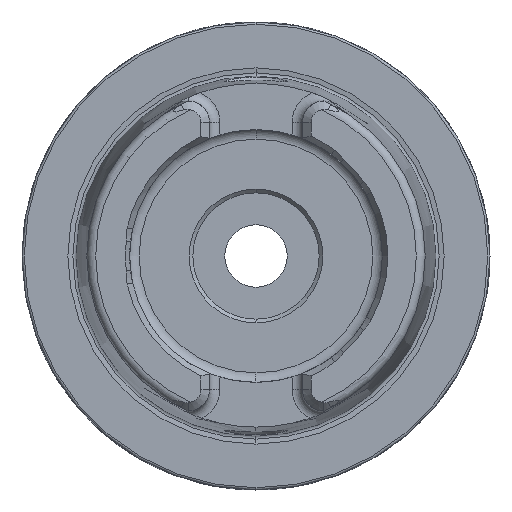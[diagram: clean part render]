
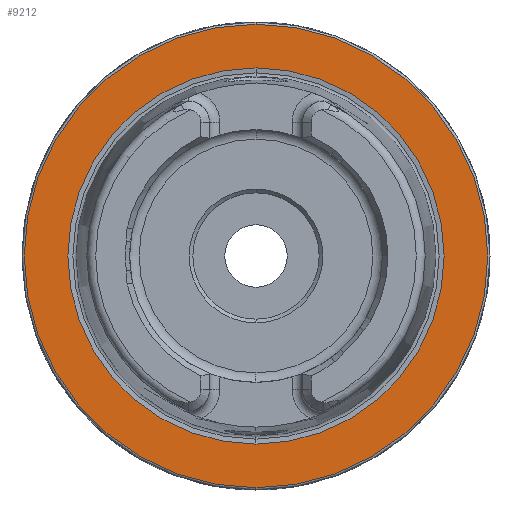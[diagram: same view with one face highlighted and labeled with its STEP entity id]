
A CAD part, left-side view. The second image highlights one B-rep face of the part: STEP entity #9212.
In plain terms, the highlighted planar face has unit normal (-1, 0, 0).
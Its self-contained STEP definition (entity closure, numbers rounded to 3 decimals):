
#2440 = FACE_OUTER_BOUND ( 'NONE', #9012, .T. ) ;
#2441 = FACE_BOUND ( 'NONE', #9020, .T. ) ;
#3030 = DIRECTION ( 'NONE',  ( 1., 0., 0. ) ) ;
#3038 = CARTESIAN_POINT ( 'NONE',  ( 0., 31.2, 0. ) ) ;
#3040 = PLANE ( 'NONE',  #7188 ) ;
#3042 = DIRECTION ( 'NONE',  ( 0., 0., -1. ) ) ;
#3977 = AXIS2_PLACEMENT_3D ( 'NONE', #7351, #7352, #7353 ) ;
#3982 = AXIS2_PLACEMENT_3D ( 'NONE', #7313, #7314, #7315 ) ;
#4379 = VERTEX_POINT ( 'NONE', #7051 ) ;
#4393 = VERTEX_POINT ( 'NONE', #7035 ) ;
#4421 = VERTEX_POINT ( 'NONE', #6993 ) ;
#4513 = VERTEX_POINT ( 'NONE', #5845 ) ;
#4726 = AXIS2_PLACEMENT_3D ( 'NONE', #7752, #7751, #7750 ) ;
#4906 = AXIS2_PLACEMENT_3D ( 'NONE', #7877, #7876, #7875 ) ;
#5543 = EDGE_CURVE ( 'NONE', #4421, #4393, #7108, .T. ) ;
#5575 = EDGE_CURVE ( 'NONE', #4379, #4513, #6806, .T. ) ;
#5687 = EDGE_CURVE ( 'NONE', #4513, #4379, #6845, .T. ) ;
#5693 = EDGE_CURVE ( 'NONE', #4393, #4421, #6840, .T. ) ;
#5845 = CARTESIAN_POINT ( 'NONE',  ( 0., 0., -25.324 ) ) ;
#6806 = CIRCLE ( 'NONE', #4726, 25.324 ) ;
#6840 = CIRCLE ( 'NONE', #3977, 31.2 ) ;
#6845 = CIRCLE ( 'NONE', #3982, 25.324 ) ;
#6993 = CARTESIAN_POINT ( 'NONE',  ( 0., 0., -31.2 ) ) ;
#7035 = CARTESIAN_POINT ( 'NONE',  ( 0., 0., 31.2 ) ) ;
#7051 = CARTESIAN_POINT ( 'NONE',  ( 0., 0., 25.324 ) ) ;
#7108 = CIRCLE ( 'NONE', #4906, 31.2 ) ;
#7188 = AXIS2_PLACEMENT_3D ( 'NONE', #3038, #3030, #3042 ) ;
#7313 = CARTESIAN_POINT ( 'NONE',  ( 0., 0., 0. ) ) ;
#7314 = DIRECTION ( 'NONE',  ( -1., 0., 0. ) ) ;
#7315 = DIRECTION ( 'NONE',  ( 0., 0., 1. ) ) ;
#7351 = CARTESIAN_POINT ( 'NONE',  ( 0., 0., 0. ) ) ;
#7352 = DIRECTION ( 'NONE',  ( -1., 0., 0. ) ) ;
#7353 = DIRECTION ( 'NONE',  ( 0., 0., 1. ) ) ;
#7750 = DIRECTION ( 'NONE',  ( 0., 0., 1. ) ) ;
#7751 = DIRECTION ( 'NONE',  ( -1., 0., 0. ) ) ;
#7752 = CARTESIAN_POINT ( 'NONE',  ( 0., 0., 0. ) ) ;
#7875 = DIRECTION ( 'NONE',  ( 0., 0., 1. ) ) ;
#7876 = DIRECTION ( 'NONE',  ( -1., 0., 0. ) ) ;
#7877 = CARTESIAN_POINT ( 'NONE',  ( 0., 0., 0. ) ) ;
#8694 = ORIENTED_EDGE ( 'NONE', *, *, #5687, .F. ) ;
#8695 = ORIENTED_EDGE ( 'NONE', *, *, #5575, .F. ) ;
#8696 = ORIENTED_EDGE ( 'NONE', *, *, #5543, .T. ) ;
#8697 = ORIENTED_EDGE ( 'NONE', *, *, #5693, .T. ) ;
#9012 = EDGE_LOOP ( 'NONE', ( #8697, #8696 ) ) ;
#9020 = EDGE_LOOP ( 'NONE', ( #8695, #8694 ) ) ;
#9212 = ADVANCED_FACE ( 'NONE', ( #2441, #2440 ), #3040, .F. ) ;
